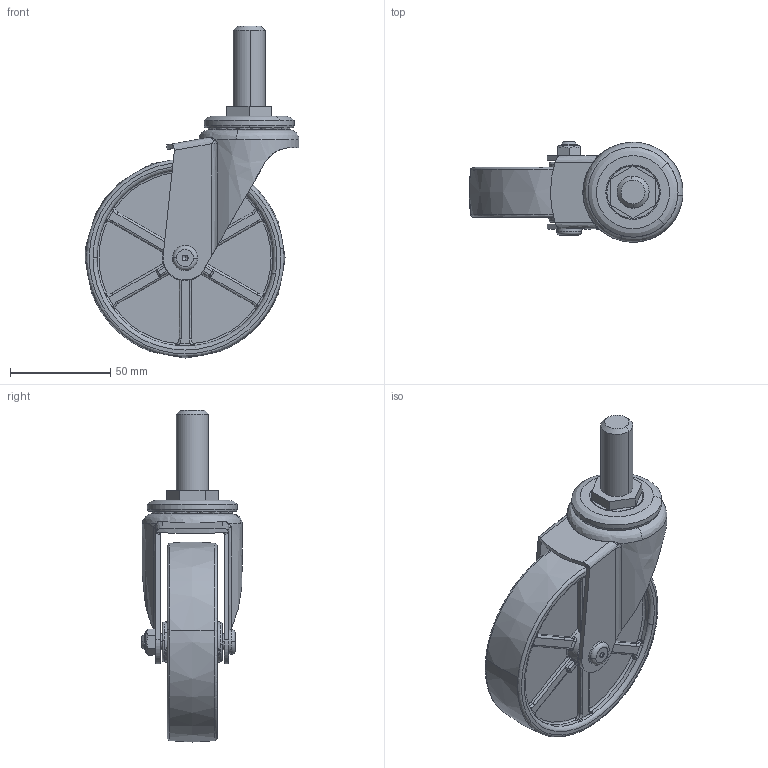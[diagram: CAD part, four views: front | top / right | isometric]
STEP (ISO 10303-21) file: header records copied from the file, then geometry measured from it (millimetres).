
FILE_DESCRIPTION((''),'2;1');
FILE_NAME('','2005-12-15T17:00:51',(''),(''),'','CADfix','');
FILE_SCHEMA(('AUTOMOTIVE_DESIGN'));
Length unit declared in the file: millimetre
Products named in the file (6): body; wheel; mounting plate; main shaft; axle; No_420_EA_N100_4_27130_36
Assembly tree (5 placements, depth 2):
  No_420_EA_N100_4_27130_36
    body
    wheel
    mounting plate
    main shaft
    axle
Bounding box: 106.97 x 50.3 x 166 mm (x, y, z)
Volume: 187554.6 mm3; surface area: 56151 mm2
Topology: 5 solids, 5 shells, 592 faces, 1636 edges, 1083 vertices
Faces by surface type: bspline 592
Entity records: 33998 total; most frequent: CARTESIAN_POINT 24878, ORIENTED_EDGE 3268, EDGE_CURVE 1634, VERTEX_POINT 1083, EDGE_LOOP 705, FACE_OUTER_BOUND 592, ADVANCED_FACE 592, B_SPLINE_CURVE_WITH_KNOTS 479
